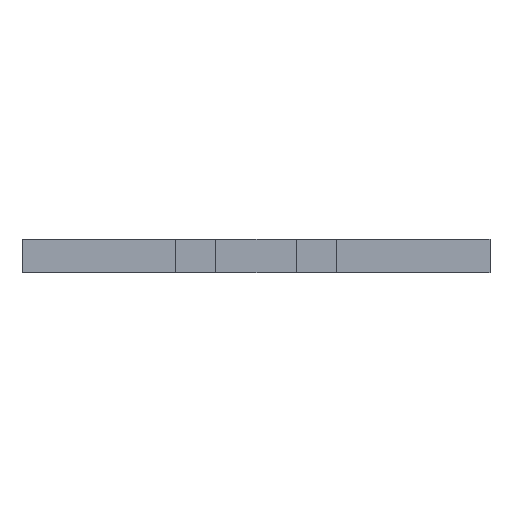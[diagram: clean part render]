
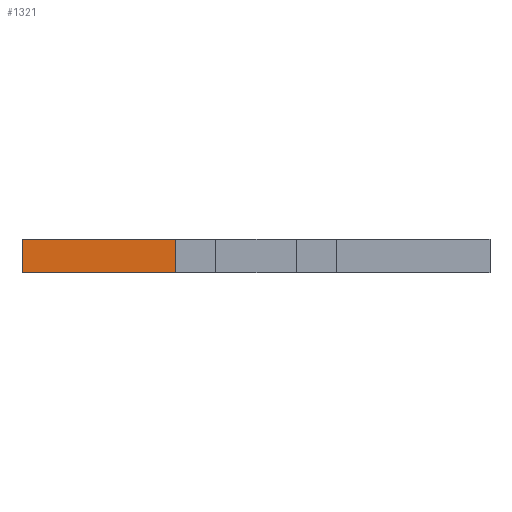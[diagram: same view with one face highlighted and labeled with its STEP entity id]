
A CAD part, front view. The second image highlights one B-rep face of the part: STEP entity #1321.
In plain terms, the highlighted planar face has unit normal (0, -1, 0).
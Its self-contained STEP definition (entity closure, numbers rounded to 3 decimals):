
#111=FACE_OUTER_BOUND('',#175,.T.);
#175=EDGE_LOOP('',(#1054,#1055,#1056,#1057));
#263=LINE('',#1859,#443);
#329=LINE('',#1991,#509);
#331=LINE('',#1995,#511);
#332=LINE('',#1996,#512);
#443=VECTOR('',#1502,10.);
#509=VECTOR('',#1626,10.);
#511=VECTOR('',#1630,10.);
#512=VECTOR('',#1631,10.);
#620=VERTEX_POINT('',#1856);
#621=VERTEX_POINT('',#1858);
#658=VERTEX_POINT('',#1990);
#659=VERTEX_POINT('',#1994);
#743=EDGE_CURVE('',#621,#620,#263,.T.);
#809=EDGE_CURVE('',#658,#621,#329,.T.);
#811=EDGE_CURVE('',#659,#620,#331,.T.);
#812=EDGE_CURVE('',#658,#659,#332,.T.);
#1054=ORIENTED_EDGE('',*,*,#743,.T.);
#1055=ORIENTED_EDGE('',*,*,#811,.F.);
#1056=ORIENTED_EDGE('',*,*,#812,.F.);
#1057=ORIENTED_EDGE('',*,*,#809,.T.);
#1259=PLANE('',#1406);
#1321=ADVANCED_FACE('',(#111),#1259,.T.);
#1406=AXIS2_PLACEMENT_3D('',#1993,#1628,#1629);
#1502=DIRECTION('',(1.,0.,0.));
#1626=DIRECTION('',(0.,0.,-1.));
#1628=DIRECTION('center_axis',(0.,-1.,0.));
#1629=DIRECTION('ref_axis',(0.,0.,-1.));
#1630=DIRECTION('',(0.,0.,-1.));
#1631=DIRECTION('',(1.,0.,0.));
#1856=CARTESIAN_POINT('',(-149.8,-146.4,-18.));
#1858=CARTESIAN_POINT('',(-232.,-146.4,-18.));
#1859=CARTESIAN_POINT('',(-232.,-146.4,-18.));
#1990=CARTESIAN_POINT('',(-232.,-146.4,0.));
#1991=CARTESIAN_POINT('',(-232.,-146.4,0.));
#1993=CARTESIAN_POINT('Origin',(-232.,-146.4,0.));
#1994=CARTESIAN_POINT('',(-149.8,-146.4,0.));
#1995=CARTESIAN_POINT('',(-149.8,-146.4,0.));
#1996=CARTESIAN_POINT('',(-232.,-146.4,0.));
